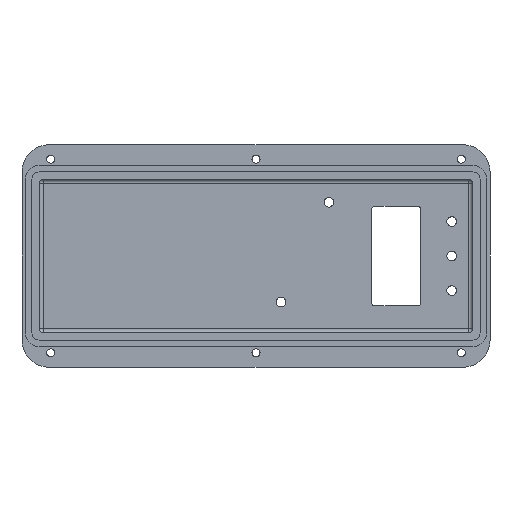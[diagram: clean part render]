
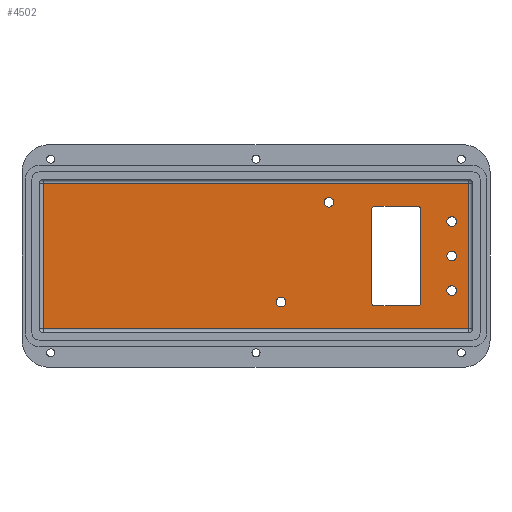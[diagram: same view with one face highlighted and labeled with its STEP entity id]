
A CAD part, top view. The second image highlights one B-rep face of the part: STEP entity #4502.
In plain terms, the highlighted planar face has unit normal (0, 0, 1).
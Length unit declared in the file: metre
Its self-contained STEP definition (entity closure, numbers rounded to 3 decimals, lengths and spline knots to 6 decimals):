
#80=CIRCLE('',#4768,0.00125);
#81=CIRCLE('',#4769,0.00125);
#82=CIRCLE('',#4770,0.00125);
#83=CIRCLE('',#4771,0.00125);
#84=CIRCLE('',#4772,0.00125);
#85=CIRCLE('',#4773,0.001);
#86=CIRCLE('',#4774,0.001);
#87=CIRCLE('',#4775,0.001);
#88=CIRCLE('',#4776,0.001);
#244=ORIENTED_EDGE('',*,*,#1568,.F.);
#245=ORIENTED_EDGE('',*,*,#1569,.F.);
#246=ORIENTED_EDGE('',*,*,#1570,.F.);
#247=ORIENTED_EDGE('',*,*,#1571,.F.);
#248=ORIENTED_EDGE('',*,*,#1572,.F.);
#249=ORIENTED_EDGE('',*,*,#1573,.T.);
#250=ORIENTED_EDGE('',*,*,#1574,.T.);
#251=ORIENTED_EDGE('',*,*,#1575,.T.);
#252=ORIENTED_EDGE('',*,*,#1576,.T.);
#253=ORIENTED_EDGE('',*,*,#1577,.F.);
#254=ORIENTED_EDGE('',*,*,#1578,.T.);
#255=ORIENTED_EDGE('',*,*,#1579,.T.);
#256=ORIENTED_EDGE('',*,*,#1580,.T.);
#257=ORIENTED_EDGE('',*,*,#1581,.T.);
#258=ORIENTED_EDGE('',*,*,#1582,.T.);
#259=ORIENTED_EDGE('',*,*,#1583,.F.);
#260=ORIENTED_EDGE('',*,*,#1584,.T.);
#1568=EDGE_CURVE('',#2230,#2230,#80,.T.);
#1569=EDGE_CURVE('',#2231,#2231,#81,.T.);
#1570=EDGE_CURVE('',#2232,#2232,#82,.T.);
#1571=EDGE_CURVE('',#2233,#2233,#83,.T.);
#1572=EDGE_CURVE('',#2234,#2234,#84,.T.);
#1573=EDGE_CURVE('',#2235,#2236,#2667,.T.);
#1574=EDGE_CURVE('',#2236,#2237,#2668,.F.);
#1575=EDGE_CURVE('',#2237,#2238,#2669,.F.);
#1576=EDGE_CURVE('',#2238,#2235,#2670,.T.);
#1577=EDGE_CURVE('',#2239,#2240,#2671,.T.);
#1578=EDGE_CURVE('',#2239,#2241,#85,.F.);
#1579=EDGE_CURVE('',#2241,#2242,#2672,.T.);
#1580=EDGE_CURVE('',#2242,#2243,#86,.F.);
#1581=EDGE_CURVE('',#2243,#2244,#2673,.T.);
#1582=EDGE_CURVE('',#2244,#2245,#87,.F.);
#1583=EDGE_CURVE('',#2246,#2245,#2674,.T.);
#1584=EDGE_CURVE('',#2246,#2240,#88,.F.);
#2230=VERTEX_POINT('',#6490);
#2231=VERTEX_POINT('',#6492);
#2232=VERTEX_POINT('',#6494);
#2233=VERTEX_POINT('',#6496);
#2234=VERTEX_POINT('',#6498);
#2235=VERTEX_POINT('',#6500);
#2236=VERTEX_POINT('',#6501);
#2237=VERTEX_POINT('',#6503);
#2238=VERTEX_POINT('',#6505);
#2239=VERTEX_POINT('',#6508);
#2240=VERTEX_POINT('',#6509);
#2241=VERTEX_POINT('',#6511);
#2242=VERTEX_POINT('',#6513);
#2243=VERTEX_POINT('',#6515);
#2244=VERTEX_POINT('',#6517);
#2245=VERTEX_POINT('',#6519);
#2246=VERTEX_POINT('',#6521);
#2667=LINE('',#6499,#3235);
#2668=LINE('',#6502,#3236);
#2669=LINE('',#6504,#3237);
#2670=LINE('',#6506,#3238);
#2671=LINE('',#6507,#3239);
#2672=LINE('',#6512,#3240);
#2673=LINE('',#6516,#3241);
#2674=LINE('',#6520,#3242);
#3235=VECTOR('',#5198,1.);
#3236=VECTOR('',#5199,1.);
#3237=VECTOR('',#5200,1.);
#3238=VECTOR('',#5201,1.);
#3239=VECTOR('',#5202,1.);
#3240=VECTOR('',#5205,1.);
#3241=VECTOR('',#5208,1.);
#3242=VECTOR('',#5211,1.);
#3731=EDGE_LOOP('',(#244));
#3732=EDGE_LOOP('',(#245));
#3733=EDGE_LOOP('',(#246));
#3734=EDGE_LOOP('',(#247));
#3735=EDGE_LOOP('',(#248));
#3736=EDGE_LOOP('',(#249,#250,#251,#252));
#3737=EDGE_LOOP('',(#253,#254,#255,#256,#257,#258,#259,#260));
#4023=FACE_BOUND('',#3731,.T.);
#4024=FACE_BOUND('',#3732,.T.);
#4025=FACE_BOUND('',#3733,.T.);
#4026=FACE_BOUND('',#3734,.T.);
#4027=FACE_BOUND('',#3735,.T.);
#4028=FACE_BOUND('',#3736,.T.);
#4029=FACE_BOUND('',#3737,.T.);
#4308=PLANE('',#4767);
#4502=ADVANCED_FACE('',(#4023,#4024,#4025,#4026,#4027,#4028,#4029),#4308,
 .T.);
#4767=AXIS2_PLACEMENT_3D('',#6488,#5186,#5187);
#4768=AXIS2_PLACEMENT_3D('',#6489,#5188,#5189);
#4769=AXIS2_PLACEMENT_3D('',#6491,#5190,#5191);
#4770=AXIS2_PLACEMENT_3D('',#6493,#5192,#5193);
#4771=AXIS2_PLACEMENT_3D('',#6495,#5194,#5195);
#4772=AXIS2_PLACEMENT_3D('',#6497,#5196,#5197);
#4773=AXIS2_PLACEMENT_3D('',#6510,#5203,#5204);
#4774=AXIS2_PLACEMENT_3D('',#6514,#5206,#5207);
#4775=AXIS2_PLACEMENT_3D('',#6518,#5209,#5210);
#4776=AXIS2_PLACEMENT_3D('',#6522,#5212,#5213);
#5186=DIRECTION('',(0.,0.,1.));
#5187=DIRECTION('',(1.,0.,0.));
#5188=DIRECTION('',(0.,0.,1.));
#5189=DIRECTION('',(1.,0.,0.));
#5190=DIRECTION('',(0.,0.,1.));
#5191=DIRECTION('',(1.,0.,0.));
#5192=DIRECTION('',(0.,0.,1.));
#5193=DIRECTION('',(1.,0.,0.));
#5194=DIRECTION('',(0.,0.,1.));
#5195=DIRECTION('',(1.,0.,0.));
#5196=DIRECTION('',(0.,0.,1.));
#5197=DIRECTION('',(1.,0.,0.));
#5198=DIRECTION('',(0.,1.,0.));
#5199=DIRECTION('',(1.,0.,0.));
#5200=DIRECTION('',(0.,1.,0.));
#5201=DIRECTION('',(1.,0.,0.));
#5202=DIRECTION('',(-1.,0.,0.));
#5203=DIRECTION('',(0.,0.,1.));
#5204=DIRECTION('',(1.,0.,0.));
#5205=DIRECTION('',(0.,-1.,0.));
#5206=DIRECTION('',(0.,0.,1.));
#5207=DIRECTION('',(1.,0.,0.));
#5208=DIRECTION('',(-1.,0.,0.));
#5209=DIRECTION('',(0.,0.,1.));
#5210=DIRECTION('',(1.,0.,0.));
#5211=DIRECTION('',(0.,-1.,0.));
#5212=DIRECTION('',(0.,0.,1.));
#5213=DIRECTION('',(1.,0.,0.));
#6488=CARTESIAN_POINT('',(0.,0.,-0.01865));
#6489=CARTESIAN_POINT('',(0.019,0.014,-0.01865));
#6490=CARTESIAN_POINT('',(0.02025,0.014,-0.01865));
#6491=CARTESIAN_POINT('',(0.051,0.009,-0.01865));
#6492=CARTESIAN_POINT('',(0.05225,0.009,-0.01865));
#6493=CARTESIAN_POINT('',(0.051,0.,-0.01865));
#6494=CARTESIAN_POINT('',(0.05225,0.,-0.01865));
#6495=CARTESIAN_POINT('',(0.051,-0.009,-0.01865));
#6496=CARTESIAN_POINT('',(0.05225,-0.009,-0.01865));
#6497=CARTESIAN_POINT('',(0.0065,-0.012,-0.01865));
#6498=CARTESIAN_POINT('',(0.00775,-0.012,-0.01865));
#6499=CARTESIAN_POINT('',(0.0555,0.,-0.01865));
#6500=CARTESIAN_POINT('',(0.0555,-0.019,-0.01865));
#6501=CARTESIAN_POINT('',(0.0555,0.019,-0.01865));
#6502=CARTESIAN_POINT('',(-0.0565,0.019,-0.01865));
#6503=CARTESIAN_POINT('',(-0.0555,0.019,-0.01865));
#6504=CARTESIAN_POINT('',(-0.0555,-0.02,-0.01865));
#6505=CARTESIAN_POINT('',(-0.0555,-0.019,-0.01865));
#6506=CARTESIAN_POINT('',(0.,-0.019,-0.01865));
#6507=CARTESIAN_POINT('',(0.,0.013,-0.01865));
#6508=CARTESIAN_POINT('',(0.042,0.013,-0.01865));
#6509=CARTESIAN_POINT('',(0.031,0.013,-0.01865));
#6510=CARTESIAN_POINT('',(0.042,0.012,-0.01865));
#6511=CARTESIAN_POINT('',(0.043,0.012,-0.01865));
#6512=CARTESIAN_POINT('',(0.043,0.,-0.01865));
#6513=CARTESIAN_POINT('',(0.043,-0.012,-0.01865));
#6514=CARTESIAN_POINT('',(0.042,-0.012,-0.01865));
#6515=CARTESIAN_POINT('',(0.042,-0.013,-0.01865));
#6516=CARTESIAN_POINT('',(0.,-0.013,-0.01865));
#6517=CARTESIAN_POINT('',(0.031,-0.013,-0.01865));
#6518=CARTESIAN_POINT('',(0.031,-0.012,-0.01865));
#6519=CARTESIAN_POINT('',(0.03,-0.012,-0.01865));
#6520=CARTESIAN_POINT('',(0.03,0.,-0.01865));
#6521=CARTESIAN_POINT('',(0.03,0.012,-0.01865));
#6522=CARTESIAN_POINT('',(0.031,0.012,-0.01865));
